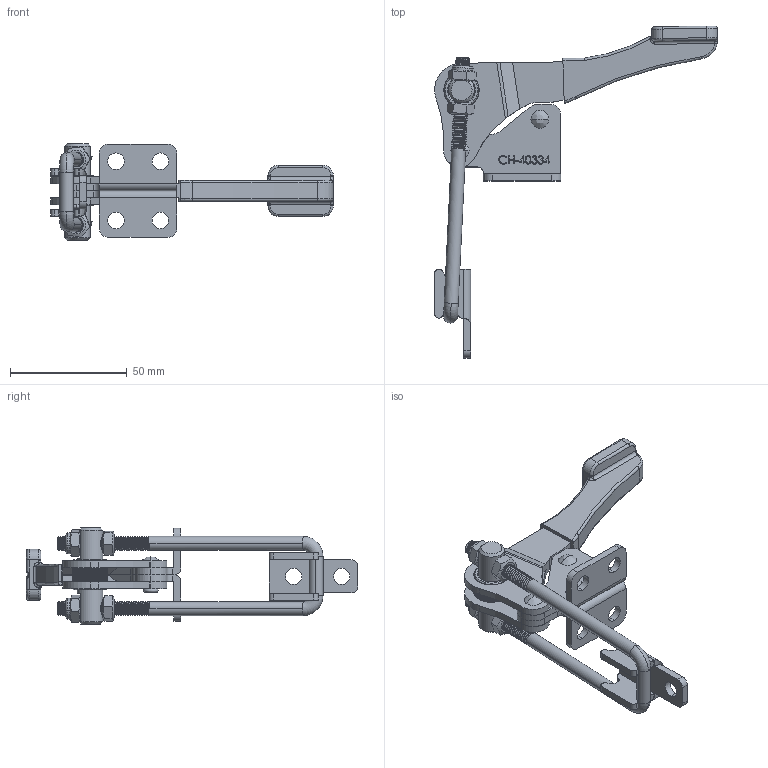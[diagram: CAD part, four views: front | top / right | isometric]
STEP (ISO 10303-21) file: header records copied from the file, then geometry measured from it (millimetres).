
FILE_DESCRIPTION (( 'STEP AP203' ), '1' );
FILE_NAME ('CH-40334.STEP', '2017-12-01T03:24:30', ( 'Windows' ), ( 'Microsoft' ), 'SwSTEP 2.0', 'SolidWorks 2015', '' );
FILE_SCHEMA (( 'CONFIG_CONTROL_DESIGN' ));
Length unit declared in the file: millimetre
Products named in the file (11): CH-40334-02 HOOK; M6 Nut; M6 LOCK Nut; CH-40334-01 BASE; CH-40334-04 PERMANENT SEAT; CH-40334-03 HANDLE; CH-40334; CH-40334-06; CH-40334--07; CH-40334-08; CH-40334-05 ROTOR
Assembly tree (12 placements, depth 2):
  CH-40334
    CH-40334-01 BASE
    CH-40334-03 HANDLE
    CH-40334-06
    CH-40334--07
    CH-40334-08
    CH-40334-05 ROTOR
    CH-40334-02 HOOK
    M6 Nut  x2
    M6 LOCK Nut  x2
    CH-40334-04 PERMANENT SEAT
Bounding box: 121.22 x 142.4 x 41.3 mm (x, y, z)
Volume: 44207.7 mm3; surface area: 31399.3 mm2
Topology: 13 solids, 13 shells, 1324 faces, 3467 edges, 2185 vertices
Faces by surface type: plane 529, cylinder 481, bspline 211, cone 69, torus 32, sphere 2
Entity records: 55300 total; most frequent: CARTESIAN_POINT 25481, ORIENTED_EDGE 6522, DIRECTION 5297, EDGE_CURVE 3261, VERTEX_POINT 2058, AXIS2_PLACEMENT_3D 1835, VECTOR 1627, LINE 1627
